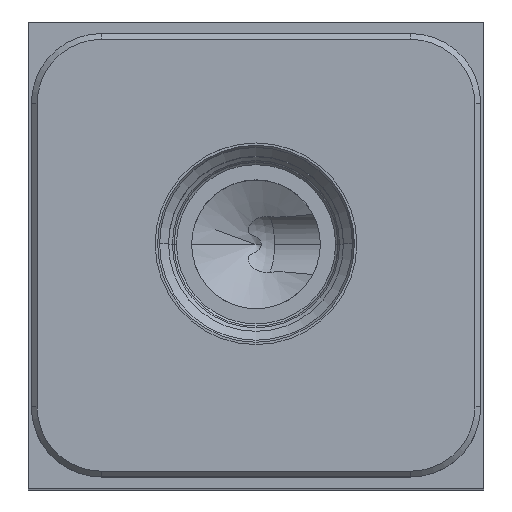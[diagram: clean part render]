
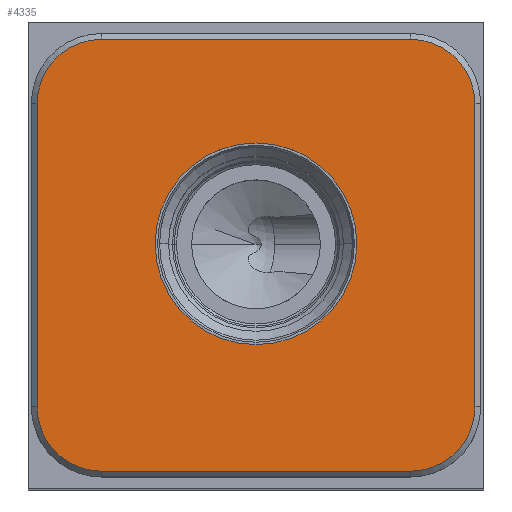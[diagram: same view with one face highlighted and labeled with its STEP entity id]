
A CAD part, top view. The second image highlights one B-rep face of the part: STEP entity #4335.
In plain terms, the highlighted planar face has unit normal (0, 0, 1).
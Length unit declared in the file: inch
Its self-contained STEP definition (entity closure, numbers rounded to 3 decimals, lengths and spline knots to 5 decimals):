
#721=CARTESIAN_POINT('',(2.047,-2.062,3.844));
#722=DIRECTION('',(0.,0.,-1.));
#723=DIRECTION('',(1.,0.,0.));
#724=AXIS2_PLACEMENT_3D('',#721,#722,#723);
#735=CARTESIAN_POINT('',(1.219,-1.188,3.844));
#736=DIRECTION('',(0.,0.,-1.));
#737=DIRECTION('',(-1.,0.,0.));
#738=AXIS2_PLACEMENT_3D('',#735,#736,#737);
#740=CARTESIAN_POINT('',(1.219,-1.188,3.844));
#741=DIRECTION('',(0.,0.,-1.));
#742=DIRECTION('',(1.,0.,0.));
#743=AXIS2_PLACEMENT_3D('',#740,#741,#742);
#745=DIRECTION('',(-1.,0.,0.));
#746=VECTOR('',#745,1.656);
#747=CARTESIAN_POINT('',(2.047,-2.406,3.844));
#748=LINE('',#747,#746);
#765=CARTESIAN_POINT('',(0.391,-2.062,3.844));
#766=DIRECTION('',(0.,0.,-1.));
#767=DIRECTION('',(0.,-1.,0.));
#768=AXIS2_PLACEMENT_3D('',#765,#766,#767);
#783=DIRECTION('',(0.,1.,0.));
#784=VECTOR('',#783,1.625);
#785=CARTESIAN_POINT('',(0.047,-2.062,3.844));
#786=LINE('',#785,#784);
#799=CARTESIAN_POINT('',(0.391,-0.437,3.844));
#800=DIRECTION('',(0.,0.,-1.));
#801=DIRECTION('',(-1.,0.,0.));
#802=AXIS2_PLACEMENT_3D('',#799,#800,#801);
#813=DIRECTION('',(1.,0.,0.));
#814=VECTOR('',#813,1.656);
#815=CARTESIAN_POINT('',(0.391,-0.093,3.844));
#816=LINE('',#815,#814);
#833=CARTESIAN_POINT('',(2.047,-0.437,3.844));
#834=DIRECTION('',(0.,0.,-1.));
#835=DIRECTION('',(0.,1.,0.));
#836=AXIS2_PLACEMENT_3D('',#833,#834,#835);
#847=DIRECTION('',(0.,-1.,0.));
#848=VECTOR('',#847,1.625);
#849=CARTESIAN_POINT('',(2.391,-0.437,3.844));
#850=LINE('',#849,#848);
#3806=CARTESIAN_POINT('',(0.047,-2.062,3.844));
#3807=CARTESIAN_POINT('',(0.047,-0.437,3.844));
#3808=VERTEX_POINT('',#3806);
#3809=VERTEX_POINT('',#3807);
#3814=CARTESIAN_POINT('',(0.391,-0.093,3.844));
#3815=VERTEX_POINT('',#3814);
#3818=CARTESIAN_POINT('',(2.047,-0.093,3.844));
#3819=VERTEX_POINT('',#3818);
#3822=CARTESIAN_POINT('',(2.391,-0.437,3.844));
#3823=VERTEX_POINT('',#3822);
#3826=CARTESIAN_POINT('',(2.391,-2.062,3.844));
#3827=VERTEX_POINT('',#3826);
#3830=CARTESIAN_POINT('',(2.047,-2.406,3.844));
#3831=VERTEX_POINT('',#3830);
#3834=CARTESIAN_POINT('',(0.391,-2.406,3.844));
#3835=VERTEX_POINT('',#3834);
#3876=CARTESIAN_POINT('',(0.679,-1.188,
3.844));
#3877=CARTESIAN_POINT('',(1.759,-1.188,3.844));
#3878=VERTEX_POINT('',#3876);
#3879=VERTEX_POINT('',#3877);
#4307=CARTESIAN_POINT('',(0.,0.,3.844));
#4308=DIRECTION('',(0.,0.,1.));
#4309=DIRECTION('',(1.,0.,0.));
#4310=AXIS2_PLACEMENT_3D('',#4307,#4308,#4309);
#4311=PLANE('',#4310);
#4312=ORIENTED_EDGE('',*,*,#4297,.T.);
#4314=ORIENTED_EDGE('',*,*,#4313,.T.);
#4316=ORIENTED_EDGE('',*,*,#4315,.T.);
#4318=ORIENTED_EDGE('',*,*,#4317,.T.);
#4320=ORIENTED_EDGE('',*,*,#4319,.T.);
#4322=ORIENTED_EDGE('',*,*,#4321,.T.);
#4324=ORIENTED_EDGE('',*,*,#4323,.T.);
#4326=ORIENTED_EDGE('',*,*,#4325,.T.);
#4327=EDGE_LOOP('',(#4312,#4314,#4316,#4318,#4320,#4322,#4324,#4326));
#4328=FACE_OUTER_BOUND('',#4327,.F.);
#4330=ORIENTED_EDGE('',*,*,#4329,.F.);
#4332=ORIENTED_EDGE('',*,*,#4331,.F.);
#4333=EDGE_LOOP('',(#4330,#4332));
#4334=FACE_BOUND('',#4333,.F.);
#4335=ADVANCED_FACE('',(#4328,#4334),#4311,.T.);
#725=CIRCLE('',#724,0.344);
#739=CIRCLE('',#738,0.54);
#744=CIRCLE('',#743,0.54);
#769=CIRCLE('',#768,0.344);
#803=CIRCLE('',#802,0.344);
#837=CIRCLE('',#836,0.344);
#4297=EDGE_CURVE('',#3827,#3831,#725,.T.);
#4313=EDGE_CURVE('',#3831,#3835,#748,.T.);
#4315=EDGE_CURVE('',#3835,#3808,#769,.T.);
#4317=EDGE_CURVE('',#3808,#3809,#786,.T.);
#4319=EDGE_CURVE('',#3809,#3815,#803,.T.);
#4321=EDGE_CURVE('',#3815,#3819,#816,.T.);
#4323=EDGE_CURVE('',#3819,#3823,#837,.T.);
#4325=EDGE_CURVE('',#3823,#3827,#850,.T.);
#4329=EDGE_CURVE('',#3878,#3879,#739,.T.);
#4331=EDGE_CURVE('',#3879,#3878,#744,.T.);
